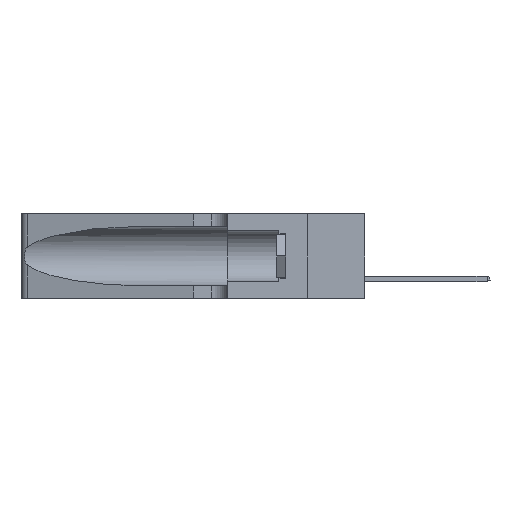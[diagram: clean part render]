
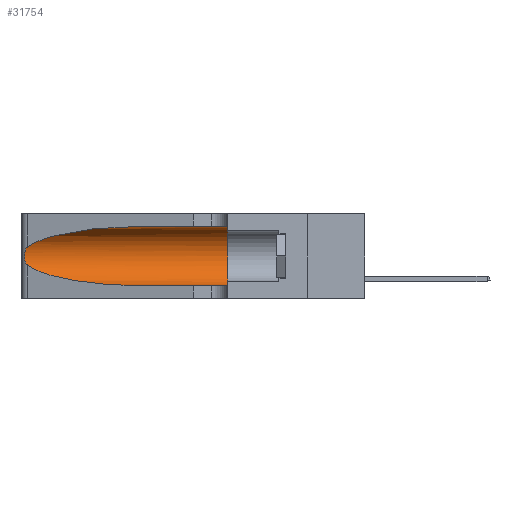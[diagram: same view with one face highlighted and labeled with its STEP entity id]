
A CAD part, left-side view. The second image highlights one B-rep face of the part: STEP entity #31754.
In plain terms, the highlighted cylindrical face has radius 3.308 mm (diameter 6.617 mm), a partial arc.
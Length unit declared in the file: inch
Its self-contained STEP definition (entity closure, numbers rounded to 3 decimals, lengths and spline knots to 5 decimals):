
#369 = VERTEX_POINT ( 'NONE', #1580 ) ;
#871 = CARTESIAN_POINT ( 'NONE',  ( 0.18966, 0.96281, 0.05475 ) ) ;
#904 = DIRECTION ( 'NONE',  ( 0., 0., 1. ) ) ;
#1580 = CARTESIAN_POINT ( 'NONE',  ( 0.1305, 0.72297, 0.31525 ) ) ;
#2240 = CARTESIAN_POINT ( 'NONE',  ( 0.1305, 0.35, 0.05475 ) ) ;
#2646 = CARTESIAN_POINT ( 'NONE',  ( 0.25639, 1.23186, 0.15144 ) ) ;
#2658 = CARTESIAN_POINT ( 'NONE',  ( 0.25487, 1.22718, 0.14631 ) ) ;
#2948 = AXIS2_PLACEMENT_3D ( 'NONE', #13656, #10851, #14143 ) ;
#3419 = EDGE_CURVE ( 'NONE', #10154, #3984, #28536, .T. ) ;
#3984 = VERTEX_POINT ( 'NONE', #9998 ) ;
#5046 = CARTESIAN_POINT ( 'NONE',  ( 0.25639, 1.23184, 0.21858 ) ) ;
#5312 = DIRECTION ( 'NONE',  ( 0., -1., 0. ) ) ;
#5340 = VECTOR ( 'NONE', #21197, 39.37008 ) ;
#6490 = CIRCLE ( 'NONE', #7836, 0.13025 ) ;
#7812 = EDGE_CURVE ( 'NONE', #19014, #10154, #22282, .T. ) ;
#7836 = AXIS2_PLACEMENT_3D ( 'NONE', #18236, #29362, #904 ) ;
#7941 = CARTESIAN_POINT ( 'NONE',  ( 0.26075, 1.23896, 0.19203 ) ) ;
#8440 = CARTESIAN_POINT ( 'NONE',  ( 0.26017, 1.23833, 0.17102 ) ) ;
#9998 = CARTESIAN_POINT ( 'NONE',  ( 0.1305, 0.72297, 0.05475 ) ) ;
#10154 = VERTEX_POINT ( 'NONE', #2658 ) ;
#10653 = FACE_OUTER_BOUND ( 'NONE', #30674, .T. ) ;
#10851 = DIRECTION ( 'NONE',  ( 0., -1., 0. ) ) ;
#11223 = CARTESIAN_POINT ( 'NONE',  ( 0.25856, 1.23593, 0.16098 ) ) ;
#11963 = EDGE_CURVE ( 'NONE', #3984, #12739, #33555, .T. ) ;
#12199 = CARTESIAN_POINT ( 'NONE',  ( 0.1305, 1.61858, 0.31525 ) ) ;
#12739 = VERTEX_POINT ( 'NONE', #2240 ) ;
#13653 = CARTESIAN_POINT ( 'NONE',  ( 0.25555, 1.22994, 0.2215 ) ) ;
#13656 = CARTESIAN_POINT ( 'NONE',  ( 0.1305, 1.61858, 0.185 ) ) ;
#14139 = CARTESIAN_POINT ( 'NONE',  ( 0.25487, 1.22718, 0.14631 ) ) ;
#14143 = DIRECTION ( 'NONE',  ( 0., 0., -1. ) ) ;
#14264 = CARTESIAN_POINT ( 'NONE',  ( 0.25789, 1.23486, 0.15765 ) ) ;
#14897 = CARTESIAN_POINT ( 'NONE',  ( 0.1305, 0.72297, 0.05475 ) ) ;
#15592 = CARTESIAN_POINT ( 'NONE',  ( 0.1305, 0.72297, 0.31525 ) ) ;
#16072 = VERTEX_POINT ( 'NONE', #28551 ) ;
#16706 = CARTESIAN_POINT ( 'NONE',  ( 0.26018, 1.23835, 0.19895 ) ) ;
#16709 =( BOUNDED_CURVE ( )  B_SPLINE_CURVE ( 3, ( #15592, #17458, #35414, #35761 ),
 .UNSPECIFIED., .F., .T. ) 
 B_SPLINE_CURVE_WITH_KNOTS ( ( 4, 4 ),
 ( 1.5708, 2.84003 ),
 .UNSPECIFIED. ) 
 CURVE ( )  GEOMETRIC_REPRESENTATION_ITEM ( )  RATIONAL_B_SPLINE_CURVE ( ( 1., 0.87, 0.87, 1. ) ) 
 REPRESENTATION_ITEM ( '' )  );
#16980 = EDGE_CURVE ( 'NONE', #16072, #12739, #6490, .T. ) ;
#17458 = CARTESIAN_POINT ( 'NONE',  ( 0.18966, 0.96281, 0.31525 ) ) ;
#17466 = CYLINDRICAL_SURFACE ( 'NONE', #2948, 0.13025 ) ;
#18236 = CARTESIAN_POINT ( 'NONE',  ( 0.1305, 0.35, 0.185 ) ) ;
#18384 = CARTESIAN_POINT ( 'NONE',  ( 0.25487, 1.22718, 0.22369 ) ) ;
#19014 = VERTEX_POINT ( 'NONE', #18384 ) ;
#19557 = ORIENTED_EDGE ( 'NONE', *, *, #16980, .F. ) ;
#20311 = EDGE_CURVE ( 'NONE', #369, #16072, #32952, .T. ) ;
#20325 = ORIENTED_EDGE ( 'NONE', *, *, #11963, .T. ) ;
#20725 = CARTESIAN_POINT ( 'NONE',  ( 0.25487, 1.22718, 0.14631 ) ) ;
#21197 = DIRECTION ( 'NONE',  ( 0., -1., 0. ) ) ;
#22282 = B_SPLINE_CURVE_WITH_KNOTS ( 'NONE', 3,
 ( #30993, #13653, #5046, #31121, #25317, #16706, #7941, #34023, #8440, #11223, #14264, #2646, #37441, #14139 ),
 .UNSPECIFIED., .F., .F.,
 ( 4, 2, 2, 2, 2, 2, 4 ),
 ( 0., 0.00027, 0.00053, 0.00107, 0.0016, 0.00187, 0.00214 ),
 .UNSPECIFIED. ) ;
#22495 = ORIENTED_EDGE ( 'NONE', *, *, #24801, .T. ) ;
#24548 = VECTOR ( 'NONE', #5312, 39.37008 ) ;
#24801 = EDGE_CURVE ( 'NONE', #369, #19014, #16709, .T. ) ;
#25108 = ORIENTED_EDGE ( 'NONE', *, *, #7812, .T. ) ;
#25317 = CARTESIAN_POINT ( 'NONE',  ( 0.25854, 1.2359, 0.20912 ) ) ;
#26176 = ORIENTED_EDGE ( 'NONE', *, *, #3419, .T. ) ;
#26605 = ORIENTED_EDGE ( 'NONE', *, *, #20311, .F. ) ;
#28338 = CARTESIAN_POINT ( 'NONE',  ( 0.1305, 1.61858, 0.05475 ) ) ;
#28536 =( BOUNDED_CURVE ( )  B_SPLINE_CURVE ( 3, ( #20725, #29581, #871, #14897 ),
 .UNSPECIFIED., .F., .T. ) 
 B_SPLINE_CURVE_WITH_KNOTS ( ( 4, 4 ),
 ( 3.44316, 4.71239 ),
 .UNSPECIFIED. ) 
 CURVE ( )  GEOMETRIC_REPRESENTATION_ITEM ( )  RATIONAL_B_SPLINE_CURVE ( ( 1., 0.87, 0.87, 1. ) ) 
 REPRESENTATION_ITEM ( '' )  );
#28551 = CARTESIAN_POINT ( 'NONE',  ( 0.1305, 0.35, 0.31525 ) ) ;
#29362 = DIRECTION ( 'NONE',  ( 0., 1., 0. ) ) ;
#29581 = CARTESIAN_POINT ( 'NONE',  ( 0.2373, 1.15595, 0.08982 ) ) ;
#30674 = EDGE_LOOP ( 'NONE', ( #22495, #25108, #26176, #20325, #19557, #26605 ) ) ;
#30993 = CARTESIAN_POINT ( 'NONE',  ( 0.25487, 1.22718, 0.22369 ) ) ;
#31121 = CARTESIAN_POINT ( 'NONE',  ( 0.25787, 1.23484, 0.2124 ) ) ;
#31754 = ADVANCED_FACE ( 'NONE', ( #10653 ), #17466, .F. ) ;
#32952 = LINE ( 'NONE', #12199, #5340 ) ;
#33555 = LINE ( 'NONE', #28338, #24548 ) ;
#34023 = CARTESIAN_POINT ( 'NONE',  ( 0.26075, 1.23896, 0.178 ) ) ;
#35414 = CARTESIAN_POINT ( 'NONE',  ( 0.2373, 1.15595, 0.28018 ) ) ;
#35761 = CARTESIAN_POINT ( 'NONE',  ( 0.25487, 1.22718, 0.22369 ) ) ;
#37441 = CARTESIAN_POINT ( 'NONE',  ( 0.25555, 1.22993, 0.14849 ) ) ;
